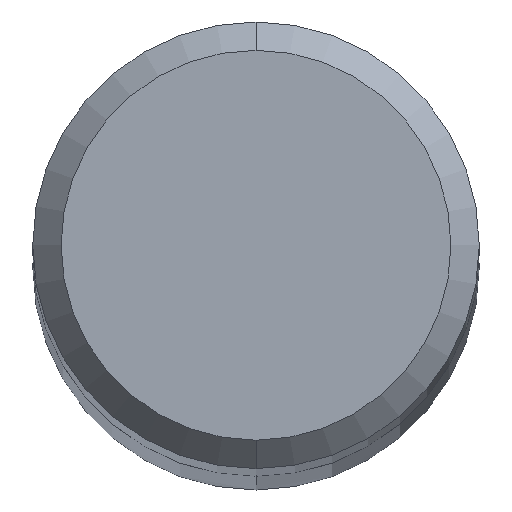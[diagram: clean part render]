
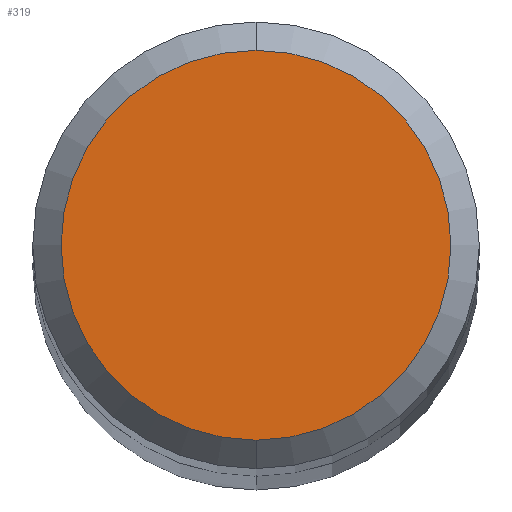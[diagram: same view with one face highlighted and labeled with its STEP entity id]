
A CAD part, top view. The second image highlights one B-rep face of the part: STEP entity #319.
In plain terms, the highlighted planar face has unit normal (0, 0, 1).
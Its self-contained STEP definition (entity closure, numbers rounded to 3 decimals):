
#207=VERTEX_POINT('',#470);
#211=EDGE_CURVE('',#207,#325,#474,.T.);
#237=EDGE_CURVE('',#325,#207,#503,.T.);
#319=ADVANCED_FACE('',(#597),#598,.T.);
#325=VERTEX_POINT('',#604);
#470=CARTESIAN_POINT('',(0.,-2.75,59.0));
#474=CIRCLE('',#803,2.75);
#503=CIRCLE('',#875,2.75);
#597=FACE_OUTER_BOUND('',#1121,.T.);
#598=PLANE('',#1122);
#604=CARTESIAN_POINT('',(0.0,2.75,59.0));
#803=AXIS2_PLACEMENT_3D('',#1322,#1323,#1324);
#875=AXIS2_PLACEMENT_3D('',#1361,#1362,#1363);
#1121=EDGE_LOOP('',(#1498,#1499));
#1122=AXIS2_PLACEMENT_3D('',#1500,#1501,#1502);
#1322=CARTESIAN_POINT('',(0.0,0.0,59.0));
#1323=DIRECTION('',(0.0,0.0,-1.0));
#1324=DIRECTION('',(0.0,1.0,0.0));
#1361=CARTESIAN_POINT('',(0.0,0.0,59.0));
#1362=DIRECTION('',(0.0,0.0,-1.0));
#1363=DIRECTION('',(0.0,1.0,0.0));
#1498=ORIENTED_EDGE('',*,*,#237,.F.);
#1499=ORIENTED_EDGE('',*,*,#211,.F.);
#1500=CARTESIAN_POINT('',(0.0,1.375,59.0));
#1501=DIRECTION('',(0.0,0.0,1.0));
#1502=DIRECTION('',(0.0,-1.0,0.0));
